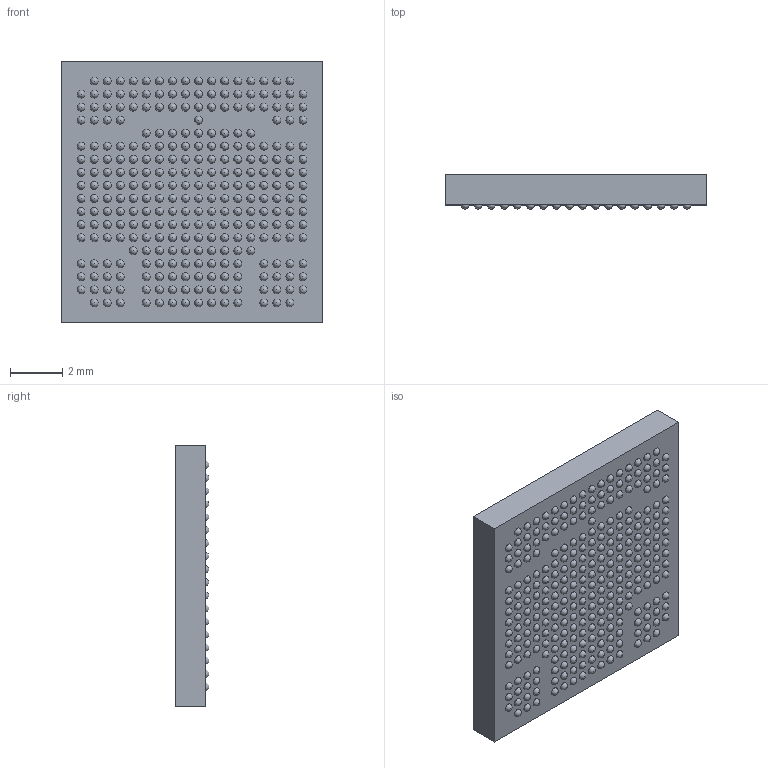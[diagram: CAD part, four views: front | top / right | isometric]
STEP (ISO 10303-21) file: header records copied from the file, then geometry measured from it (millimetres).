
FILE_DESCRIPTION (( 'STEP AP214' ), '1' );
FILE_NAME ('LFE5UM-25F-6MG285I.STEP', '2020-06-21T23:47:04', ( '' ), ( '' ), 'SwSTEP 2.0', 'SolidWorks 2017', '' );
FILE_SCHEMA (( 'AUTOMOTIVE_DESIGN' ));
Length unit declared in the file: millimetre
Products named in the file (1): LFE5UM-25F-6MG285I
Bounding box: 10 x 1.3 x 10 mm (x, y, z)
Volume: 117 mm3; surface area: 308.6 mm2
Topology: 287 solids, 287 shells, 583 faces, 1164 edges, 871 vertices
Faces by surface type: plane 294, sphere 285, cylinder 4
Entity records: 14334 total; most frequent: DIRECTION 2340, CARTESIAN_POINT 1764, ORIENTED_EDGE 1188, AXIS2_PLACEMENT_3D 1162, EDGE_CURVE 594, VERTEX_POINT 586, EDGE_LOOP 584, FACE_OUTER_BOUND 583
